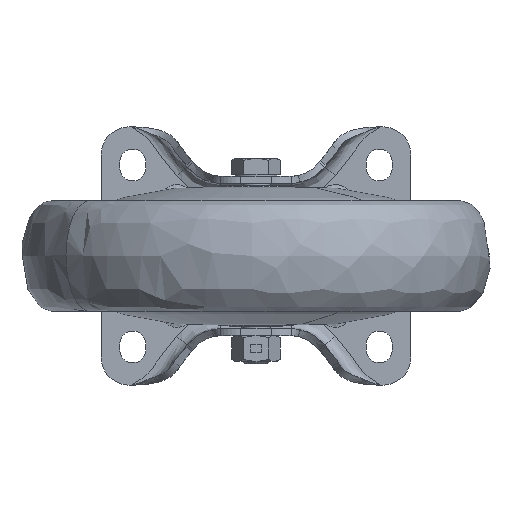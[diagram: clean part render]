
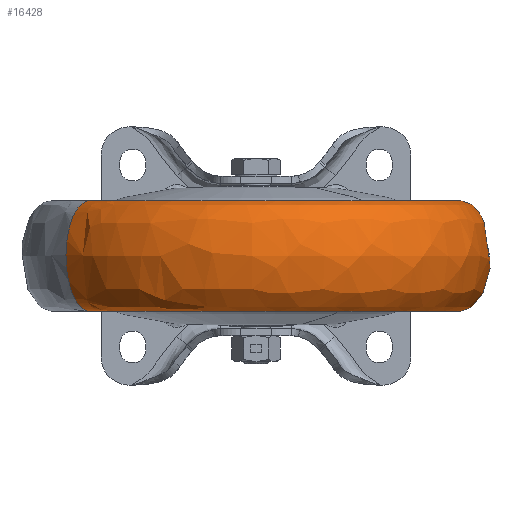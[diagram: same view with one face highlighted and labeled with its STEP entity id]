
A CAD part, front view. The second image highlights one B-rep face of the part: STEP entity #16428.
In plain terms, the highlighted free-form (B-spline) face has degree [3, 3] with [4, 4] control points.
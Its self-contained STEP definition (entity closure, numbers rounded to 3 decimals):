
#10 = CARTESIAN_POINT ( 'NONE',  ( -70.84, -186.361, 110.326 ) ) ;
#4304 = FACE_OUTER_BOUND ( 'NONE', #29076, .T. ) ;
#4910 = CARTESIAN_POINT ( 'NONE',  ( 31.882, -328.041, 110.326 ) ) ;
#5083 = CARTESIAN_POINT ( 'NONE',  ( 70.84, -83.639, 63.326 ) ) ;
#5310 = VERTEX_POINT ( 'NONE', #26292 ) ;
#6004 = CARTESIAN_POINT ( 'NONE',  ( 0., -135., 110.326 ) ) ;
#8209 = EDGE_CURVE ( 'NONE', #5310, #30922, #21361, .T. ) ;
#8870 = EDGE_CURVE ( 'NONE', #30922, #10388, #15402, .T. ) ;
#8896 = CARTESIAN_POINT ( 'NONE',  ( 173.562, -225.319, 110.326 ) ) ;
#9129 = CARTESIAN_POINT ( 'NONE',  ( 0., -135., 63.326 ) ) ;
#9262 = ORIENTED_EDGE ( 'NONE', *, *, #8870, .T. ) ;
#9662 = ORIENTED_EDGE ( 'NONE', *, *, #21964, .F. ) ;
#9988 = CARTESIAN_POINT ( 'NONE',  ( 70.84, -83.639, 110.326 ) ) ;
#10012 = CARTESIAN_POINT ( 'NONE',  ( 70.84, -83.639, 63.326 ) ) ;
#10388 = VERTEX_POINT ( 'NONE', #10012 ) ;
#10557 = AXIS2_PLACEMENT_3D ( 'NONE', #6004, #25497, #13059 ) ;
#10736 =( BOUNDED_SURFACE ( )  B_SPLINE_SURFACE ( 3, 3, ( 
 ( #10, #4910, #8896, #9988 ),
 ( #19962, #11540, #28928, #21671 ),
 ( #21351, #18865, #26600, #21510 ),
 ( #29088, #14288, #17496, #27510 ) ),
 .UNSPECIFIED., .F., .F., .F. ) 
 B_SPLINE_SURFACE_WITH_KNOTS ( ( 4, 4 ),
 ( 4, 4 ),
 ( 0., 1. ),
 ( 0., 1. ),
 .UNSPECIFIED. ) 
 GEOMETRIC_REPRESENTATION_ITEM ( )  RATIONAL_B_SPLINE_SURFACE ( (
 ( 1., 0.333, 0.333, 1.),
 ( 0.333, 0.111, 0.111, 0.333),
 ( 0.333, 0.111, 0.111, 0.333),
 ( 1., 0.333, 0.333, 1.) ) ) 
 REPRESENTATION_ITEM ( '' )  SURFACE ( )  );
#11540 = CARTESIAN_POINT ( 'NONE',  ( 40.991, -383.195, 110.326 ) ) ;
#12184 =( BOUNDED_CURVE ( )  B_SPLINE_CURVE ( 3, ( #16865, #27513, #19640, #5083 ),
 .UNSPECIFIED., .F., .F. ) 
 B_SPLINE_CURVE_WITH_KNOTS ( ( 4, 4 ),
 ( 0., 1. ),
 .UNSPECIFIED. ) 
 CURVE ( )  GEOMETRIC_REPRESENTATION_ITEM ( )  RATIONAL_B_SPLINE_CURVE ( ( 1., 0.333, 0.333, 1. ) ) 
 REPRESENTATION_ITEM ( '' )  );
#12342 = CARTESIAN_POINT ( 'NONE',  ( -91.08, -201.036, 63.326 ) ) ;
#13059 = DIRECTION ( 'NONE',  ( -0.587, 0.81, 0. ) ) ;
#14288 = CARTESIAN_POINT ( 'NONE',  ( 31.882, -328.041, 63.326 ) ) ;
#15402 = CIRCLE ( 'NONE', #19569, 87.5 ) ;
#16428 = ADVANCED_FACE ( 'NONE', ( #4304 ), #10736, .T. ) ;
#16589 = CARTESIAN_POINT ( 'NONE',  ( -70.84, -186.361, 63.326 ) ) ;
#16865 = CARTESIAN_POINT ( 'NONE',  ( 70.84, -83.639, 110.326 ) ) ;
#17496 = CARTESIAN_POINT ( 'NONE',  ( 173.562, -225.319, 63.326 ) ) ;
#18865 = CARTESIAN_POINT ( 'NONE',  ( 40.991, -383.195, 63.326 ) ) ;
#19111 = CARTESIAN_POINT ( 'NONE',  ( -70.84, -186.361, 63.326 ) ) ;
#19569 = AXIS2_PLACEMENT_3D ( 'NONE', #9129, #26826, #28994 ) ;
#19640 = CARTESIAN_POINT ( 'NONE',  ( 91.08, -68.964, 63.326 ) ) ;
#19962 = CARTESIAN_POINT ( 'NONE',  ( -91.08, -201.036, 110.326 ) ) ;
#20415 = CARTESIAN_POINT ( 'NONE',  ( 70.84, -83.639, 110.326 ) ) ;
#21351 = CARTESIAN_POINT ( 'NONE',  ( -91.08, -201.036, 63.326 ) ) ;
#21361 =( BOUNDED_CURVE ( )  B_SPLINE_CURVE ( 3, ( #31877, #24154, #12342, #16589 ),
 .UNSPECIFIED., .F., .F. ) 
 B_SPLINE_CURVE_WITH_KNOTS ( ( 4, 4 ),
 ( 0., 1. ),
 .UNSPECIFIED. ) 
 CURVE ( )  GEOMETRIC_REPRESENTATION_ITEM ( )  RATIONAL_B_SPLINE_CURVE ( ( 1., 0.333, 0.333, 1. ) ) 
 REPRESENTATION_ITEM ( '' )  );
#21386 = ORIENTED_EDGE ( 'NONE', *, *, #8209, .T. ) ;
#21510 = CARTESIAN_POINT ( 'NONE',  ( 91.08, -68.964, 63.326 ) ) ;
#21671 = CARTESIAN_POINT ( 'NONE',  ( 91.08, -68.964, 110.326 ) ) ;
#21964 = EDGE_CURVE ( 'NONE', #5310, #23817, #27815, .T. ) ;
#22709 = EDGE_CURVE ( 'NONE', #23817, #10388, #12184, .T. ) ;
#23817 = VERTEX_POINT ( 'NONE', #20415 ) ;
#24154 = CARTESIAN_POINT ( 'NONE',  ( -91.08, -201.036, 110.326 ) ) ;
#25497 = DIRECTION ( 'NONE',  ( 0., 0., 1. ) ) ;
#26292 = CARTESIAN_POINT ( 'NONE',  ( -70.84, -186.361, 110.326 ) ) ;
#26600 = CARTESIAN_POINT ( 'NONE',  ( 223.151, -251.124, 63.326 ) ) ;
#26826 = DIRECTION ( 'NONE',  ( 0., 0., 1. ) ) ;
#27510 = CARTESIAN_POINT ( 'NONE',  ( 70.84, -83.639, 63.326 ) ) ;
#27513 = CARTESIAN_POINT ( 'NONE',  ( 91.08, -68.964, 110.326 ) ) ;
#27815 = CIRCLE ( 'NONE', #10557, 87.5 ) ;
#28928 = CARTESIAN_POINT ( 'NONE',  ( 223.151, -251.124, 110.326 ) ) ;
#28994 = DIRECTION ( 'NONE',  ( -0.587, 0.81, 0. ) ) ;
#29076 = EDGE_LOOP ( 'NONE', ( #31743, #9662, #21386, #9262 ) ) ;
#29088 = CARTESIAN_POINT ( 'NONE',  ( -70.84, -186.361, 63.326 ) ) ;
#30922 = VERTEX_POINT ( 'NONE', #19111 ) ;
#31743 = ORIENTED_EDGE ( 'NONE', *, *, #22709, .F. ) ;
#31877 = CARTESIAN_POINT ( 'NONE',  ( -70.84, -186.361, 110.326 ) ) ;
